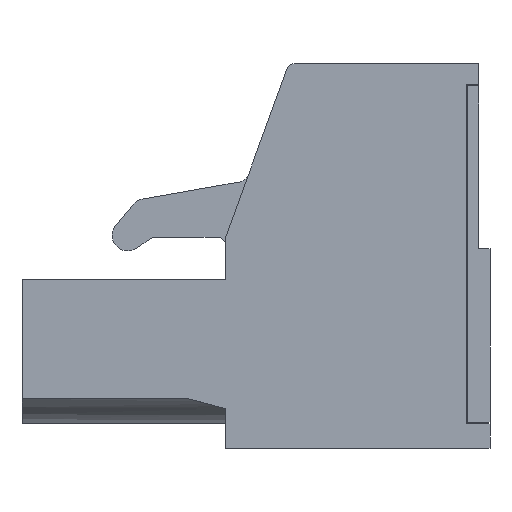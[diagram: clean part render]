
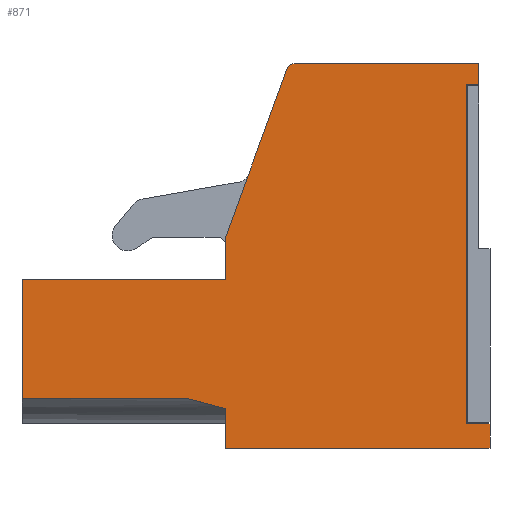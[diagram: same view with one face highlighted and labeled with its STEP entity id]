
A CAD part, front view. The second image highlights one B-rep face of the part: STEP entity #871.
In plain terms, the highlighted planar face has unit normal (0, -1, 0).
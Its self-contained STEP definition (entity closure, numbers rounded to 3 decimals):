
#871 = ADVANCED_FACE( '', ( #1823 ), #1824, .T. );
#1823 = FACE_OUTER_BOUND( '', #2799, .T. );
#1824 = PLANE( '', #2800 );
#2799 = EDGE_LOOP( '', ( #5287, #5288, #5289, #5290, #5291, #5292, #5293, #5294, #5295, #5296, #5297, #5298, #5299, #5300, #5301 ) );
#2800 = AXIS2_PLACEMENT_3D( '', #5302, #5303, #5304 );
#5287 = ORIENTED_EDGE( '', *, *, #6317, .T. );
#5288 = ORIENTED_EDGE( '', *, *, #6525, .F. );
#5289 = ORIENTED_EDGE( '', *, *, #5721, .F. );
#5290 = ORIENTED_EDGE( '', *, *, #6045, .F. );
#5291 = ORIENTED_EDGE( '', *, *, #6536, .T. );
#5292 = ORIENTED_EDGE( '', *, *, #5666, .F. );
#5293 = ORIENTED_EDGE( '', *, *, #6501, .F. );
#5294 = ORIENTED_EDGE( '', *, *, #6020, .T. );
#5295 = ORIENTED_EDGE( '', *, *, #6348, .T. );
#5296 = ORIENTED_EDGE( '', *, *, #6389, .T. );
#5297 = ORIENTED_EDGE( '', *, *, #6472, .T. );
#5298 = ORIENTED_EDGE( '', *, *, #6196, .F. );
#5299 = ORIENTED_EDGE( '', *, *, #6320, .F. );
#5300 = ORIENTED_EDGE( '', *, *, #5963, .F. );
#5301 = ORIENTED_EDGE( '', *, *, #6292, .F. );
#5302 = CARTESIAN_POINT( '', ( -72.574, -15.476, 1.1 ) );
#5303 = DIRECTION( '', ( 0., -1., 0. ) );
#5304 = DIRECTION( '', ( -1., 0., 0. ) );
#5666 = EDGE_CURVE( '', #6779, #6759, #6781, .T. );
#5721 = EDGE_CURVE( '', #6871, #6867, #6873, .T. );
#5963 = EDGE_CURVE( '', #7271, #7266, #7273, .T. );
#6020 = EDGE_CURVE( '', #7358, #7359, #7360, .T. );
#6045 = EDGE_CURVE( '', #7394, #6871, #7396, .T. );
#6196 = EDGE_CURVE( '', #7610, #7612, #7613, .T. );
#6292 = EDGE_CURVE( '', #7746, #7271, #7748, .T. );
#6317 = EDGE_CURVE( '', #7746, #7779, #7781, .T. );
#6320 = EDGE_CURVE( '', #7266, #7610, #7784, .T. );
#6348 = EDGE_CURVE( '', #7359, #7825, #7827, .T. );
#6389 = EDGE_CURVE( '', #7825, #7876, #7878, .T. );
#6472 = EDGE_CURVE( '', #7876, #7612, #7977, .T. );
#6501 = EDGE_CURVE( '', #7358, #6779, #8008, .T. );
#6525 = EDGE_CURVE( '', #6867, #7779, #8032, .T. );
#6536 = EDGE_CURVE( '', #7394, #6759, #8043, .T. );
#6759 = VERTEX_POINT( '', #8324 );
#6779 = VERTEX_POINT( '', #8354 );
#6781 = LINE( '', #8357, #8358 );
#6867 = VERTEX_POINT( '', #8471 );
#6871 = VERTEX_POINT( '', #8477 );
#6873 = LINE( '', #8480, #8481 );
#7266 = VERTEX_POINT( '', #9035 );
#7271 = VERTEX_POINT( '', #9042 );
#7273 = LINE( '', #9045, #9046 );
#7358 = VERTEX_POINT( '', #9165 );
#7359 = VERTEX_POINT( '', #9166 );
#7360 = LINE( '', #9167, #9168 );
#7394 = VERTEX_POINT( '', #9213 );
#7396 = LINE( '', #9216, #9217 );
#7610 = VERTEX_POINT( '', #9512 );
#7612 = VERTEX_POINT( '', #9515 );
#7613 = LINE( '', #9516, #9517 );
#7746 = VERTEX_POINT( '', #9705 );
#7748 = LINE( '', #9708, #9709 );
#7779 = VERTEX_POINT( '', #9751 );
#7781 = LINE( '', #9754, #9755 );
#7784 = LINE( '', #9759, #9760 );
#7825 = VERTEX_POINT( '', #9819 );
#7827 = LINE( '', #9822, #9823 );
#7876 = VERTEX_POINT( '', #9891 );
#7878 = LINE( '', #9894, #9895 );
#7977 = LINE( '', #10031, #10032 );
#8008 = LINE( '', #10079, #10080 );
#8032 = LINE( '', #10111, #10112 );
#8043 = CIRCLE( '', #10126, 0.3 );
#8324 = CARTESIAN_POINT( '', ( -80.248, -15.476, 1.803 ) );
#8354 = CARTESIAN_POINT( '', ( -82.724, -15.476, -5. ) );
#8357 = CARTESIAN_POINT( '', ( -82.856, -15.476, -5.361 ) );
#8358 = VECTOR( '', #10310, 1000. );
#8471 = CARTESIAN_POINT( '', ( -72.524, -15.476, 1.15 ) );
#8477 = CARTESIAN_POINT( '', ( -72.524, -15.476, 2. ) );
#8480 = CARTESIAN_POINT( '', ( -72.524, -15.476, 0.84 ) );
#8481 = VECTOR( '', #10374, 1000. );
#9035 = CARTESIAN_POINT( '', ( -72.074, -15.476, -13.5 ) );
#9042 = CARTESIAN_POINT( '', ( -72.074, -15.476, -12.5 ) );
#9045 = CARTESIAN_POINT( '', ( -72.074, -15.476, -13.5 ) );
#9046 = VECTOR( '', #10626, 1000. );
#9165 = CARTESIAN_POINT( '', ( -82.724, -15.476, -6.7 ) );
#9166 = CARTESIAN_POINT( '', ( -90.924, -15.476, -6.7 ) );
#9167 = CARTESIAN_POINT( '', ( -91.024, -15.476, -6.7 ) );
#9168 = VECTOR( '', #10679, 1000. );
#9213 = CARTESIAN_POINT( '', ( -79.966, -15.476, 2. ) );
#9216 = CARTESIAN_POINT( '', ( -72.374, -15.476, 2. ) );
#9217 = VECTOR( '', #10707, 1000. );
#9512 = CARTESIAN_POINT( '', ( -82.724, -15.476, -13.5 ) );
#9515 = CARTESIAN_POINT( '', ( -82.724, -15.476, -11.9 ) );
#9516 = CARTESIAN_POINT( '', ( -82.724, -15.476, -11.9 ) );
#9517 = VECTOR( '', #10874, 1000. );
#9705 = CARTESIAN_POINT( '', ( -73.024, -15.476, -12.5 ) );
#9708 = CARTESIAN_POINT( '', ( -71.874, -15.476, -12.5 ) );
#9709 = VECTOR( '', #10964, 1000. );
#9751 = CARTESIAN_POINT( '', ( -73.024, -15.476, 1.15 ) );
#9754 = CARTESIAN_POINT( '', ( -73.024, -15.476, -5.3 ) );
#9755 = VECTOR( '', #10983, 1000. );
#9759 = CARTESIAN_POINT( '', ( -82.724, -15.476, -13.5 ) );
#9760 = VECTOR( '', #10985, 1000. );
#9819 = CARTESIAN_POINT( '', ( -90.924, -15.476, -11.5 ) );
#9822 = CARTESIAN_POINT( '', ( -90.924, -15.476, -11.5 ) );
#9823 = VECTOR( '', #11020, 1000. );
#9891 = CARTESIAN_POINT( '', ( -84.217, -15.476, -11.5 ) );
#9894 = CARTESIAN_POINT( '', ( -84.217, -15.476, -11.5 ) );
#9895 = VECTOR( '', #11062, 1000. );
#10031 = CARTESIAN_POINT( '', ( -82.724, -15.476, -11.9 ) );
#10032 = VECTOR( '', #11136, 1000. );
#10079 = CARTESIAN_POINT( '', ( -82.724, -15.476, -11.9 ) );
#10080 = VECTOR( '', #11153, 1000. );
#10111 = CARTESIAN_POINT( '', ( -73.074, -15.476, 1.15 ) );
#10112 = VECTOR( '', #11161, 1000. );
#10126 = AXIS2_PLACEMENT_3D( '', #11165, #11166, #11167 );
#10310 = DIRECTION( '', ( 0.342, 0., 0.94 ) );
#10374 = DIRECTION( '', ( 0., 0., -1. ) );
#10626 = DIRECTION( '', ( 0., 0., -1. ) );
#10679 = DIRECTION( '', ( -1., 0., 0. ) );
#10707 = DIRECTION( '', ( 1., 0., 0. ) );
#10874 = DIRECTION( '', ( 0., 0., 1. ) );
#10964 = DIRECTION( '', ( 1., 0., 0. ) );
#10983 = DIRECTION( '', ( 0., 0., 1. ) );
#10985 = DIRECTION( '', ( -1., 0., 0. ) );
#11020 = DIRECTION( '', ( 0., 0., -1. ) );
#11062 = DIRECTION( '', ( 1., 0., 0. ) );
#11136 = DIRECTION( '', ( 0.966, 0., -0.259 ) );
#11153 = DIRECTION( '', ( 0., 0., 1. ) );
#11161 = DIRECTION( '', ( -1., 0., 0. ) );
#11165 = CARTESIAN_POINT( '', ( -79.966, -15.476, 1.7 ) );
#11166 = DIRECTION( '', ( 0., -1., 0. ) );
#11167 = DIRECTION( '', ( 1., 0., 0. ) );
